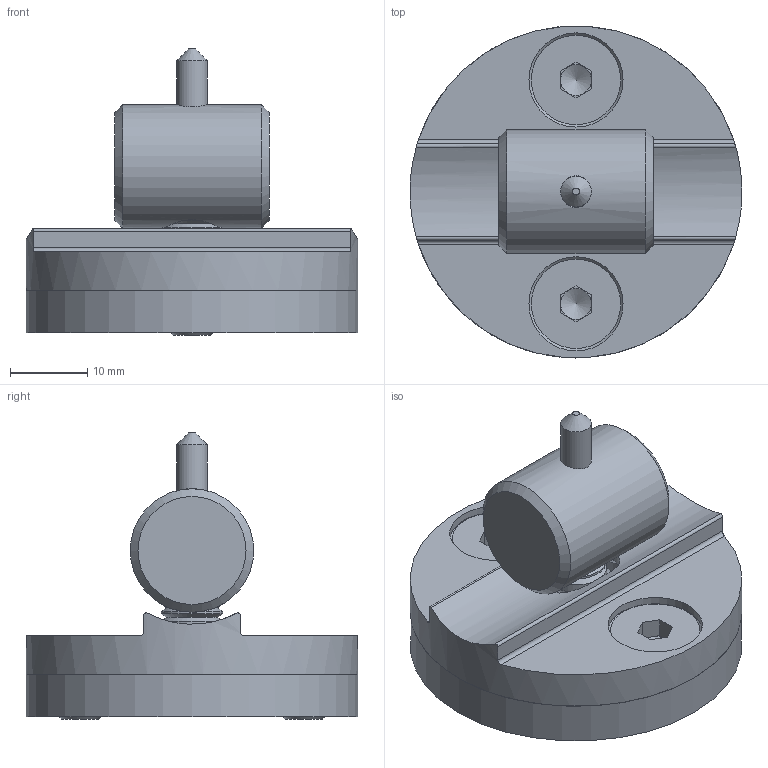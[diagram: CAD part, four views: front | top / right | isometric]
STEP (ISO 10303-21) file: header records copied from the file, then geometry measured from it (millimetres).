
FILE_DESCRIPTION (( 'STEP AP203' ), '1' );
FILE_NAME ('60820-240.STEP', '2021-09-28T05:58:23', ( '' ), ( '' ), 'SwSTEP 2.0', 'SolidWorks 2018', '' );
FILE_SCHEMA (( 'CONFIG_CONTROL_DESIGN' ));
Length unit declared in the file: millimetre
Products named in the file (15): 60820-240 Teil3; socket countersunk head screw_din; 60820-240 Teil3_60820-240 Teil3; DIN914; DIN914_DIN 914 M4x10; 60820-240 Teil2; socket countersunk head screw_din_DIN 7991 - M6 x 10 --- 10S; socket countersunk head screw_din_DIN 7991 - M8 x 20 --- 20S; 60820-240 Teil1; 60820-240 Teil1_60820-240 Teil1; 60820-240 Teil2_60820-240 Teil2; 60820-240
Assembly tree (9 placements, depth 2):
  socket countersunk head screw_din
  60820-240 Teil2
  60820-240 Teil1
  60820-240
    60820-240 Teil3
    DIN914
  socket countersunk head screw_din
Bounding box: 43 x 43 x 37.09 mm (x, y, z)
Volume: 19043.2 mm3; surface area: 11496.7 mm2
Topology: 7 solids, 7 shells, 425 faces, 1030 edges, 648 vertices
Faces by surface type: plane 185, bspline 115, cone 70, cylinder 52, torus 3
Full cylindrical faces by diameter (mm): 3.3 x1, 4 x1, 5 x2, 6 x12, 6.5 x2, 6.8 x1, 8 x12, 11.57 x2, 12.2 x2, 15.57 x1, 16 x1, 43 x2
Entity records: 23076 total; most frequent: CARTESIAN_POINT 13656, ORIENTED_EDGE 1700, DIRECTION 1303, EDGE_CURVE 850, VERTEX_POINT 589, EDGE_LOOP 517, VECTOR 489, LINE 489
